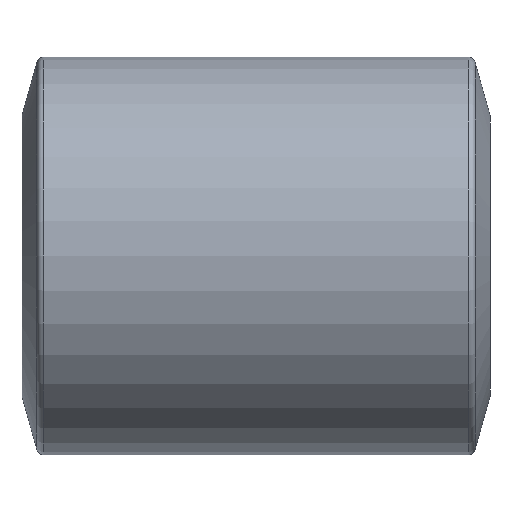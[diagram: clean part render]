
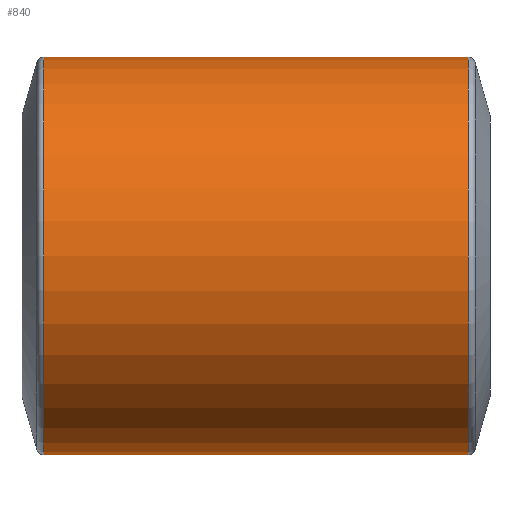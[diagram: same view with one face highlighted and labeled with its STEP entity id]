
A CAD part, left-side view. The second image highlights one B-rep face of the part: STEP entity #840.
In plain terms, the highlighted cylindrical face has radius 42.5 mm (diameter 85 mm), a partial arc.
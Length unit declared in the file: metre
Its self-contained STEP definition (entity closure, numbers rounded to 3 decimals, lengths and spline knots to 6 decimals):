
#840=ADVANCED_FACE('1:3289',(#1421),#1422,.T.);
#1421=FACE_OUTER_BOUND('',#2489,.T.);
#1422=CYLINDRICAL_SURFACE('',#2490,0.0425);
#2489=EDGE_LOOP('',(#3742,#3743,#3744,#3745));
#2490=AXIS2_PLACEMENT_3D('',#3746,#3747,#3748);
#3742=ORIENTED_EDGE('',*,*,#8610,.F.);
#3743=ORIENTED_EDGE('',*,*,#8611,.F.);
#3744=ORIENTED_EDGE('',*,*,#8612,.F.);
#3745=ORIENTED_EDGE('',*,*,#8613,.F.);
#3746=CARTESIAN_POINT('',(0.0,0.,0.));
#3747=DIRECTION('',(0.0,-1.0,0.));
#3748=DIRECTION('',(0.0,0.,1.0));
#8610=EDGE_CURVE('',#9870,#9871,#9872,.T.);
#8611=EDGE_CURVE('1:3301',#9873,#9870,#9874,.T.);
#8612=EDGE_CURVE('',#9875,#9873,#9876,.T.);
#8613=EDGE_CURVE('1:3304',#9871,#9875,#9877,.T.);
#9870=VERTEX_POINT('',#11966);
#9871=VERTEX_POINT('',#11967);
#9872=LINE('',#11968,#11969);
#9873=VERTEX_POINT('',#11970);
#9874=CIRCLE('',#11971,0.0425);
#9875=VERTEX_POINT('',#11972);
#9876=LINE('',#11973,#11974);
#9877=CIRCLE('',#11975,0.0425);
#11966=CARTESIAN_POINT('',(0.,0.045362,0.0425));
#11967=CARTESIAN_POINT('',(0.0,-0.045362,0.0425));
#11968=CARTESIAN_POINT('',(0.,0.,0.0425));
#11969=VECTOR('',#16354,1.0);
#11970=CARTESIAN_POINT('',(0.,0.045362,-0.0425));
#11971=AXIS2_PLACEMENT_3D('',#16355,#16356,#16357);
#11972=CARTESIAN_POINT('',(0.,-0.045362,-0.0425));
#11973=CARTESIAN_POINT('',(0.,0.,-0.0425));
#11974=VECTOR('',#16358,1.0);
#11975=AXIS2_PLACEMENT_3D('',#16359,#16360,#16361);
#16354=DIRECTION('',(0.0,-1.0,0.));
#16355=CARTESIAN_POINT('',(0.0,0.045362,0.));
#16356=DIRECTION('',(0.0,1.0,0.));
#16357=DIRECTION('',(0.,0.,-1.0));
#16358=DIRECTION('',(-0.0,1.0,0.));
#16359=CARTESIAN_POINT('',(0.0,-0.045362,0.));
#16360=DIRECTION('',(0.0,-1.0,0.));
#16361=DIRECTION('',(0.,0.,-1.0));
